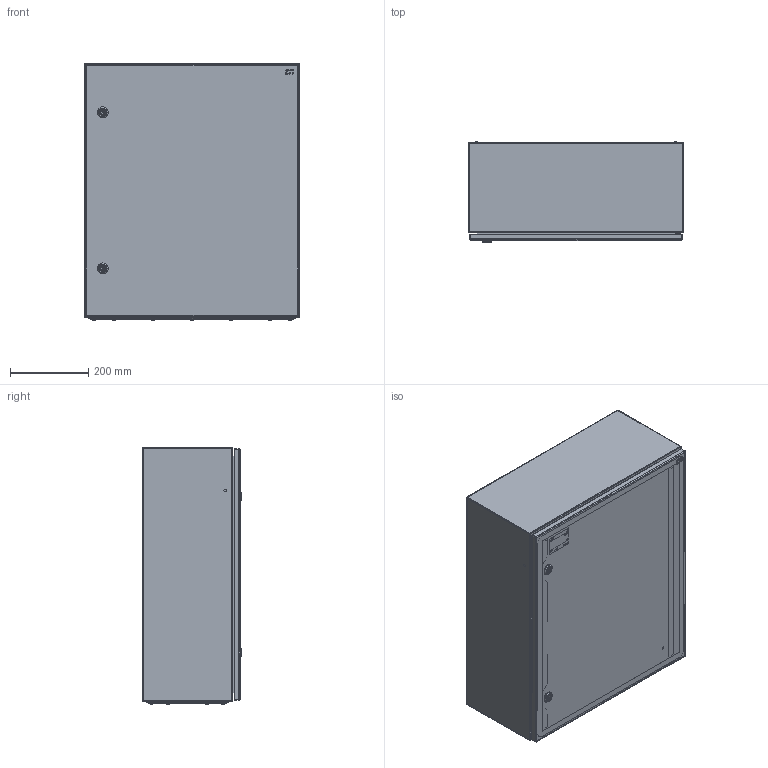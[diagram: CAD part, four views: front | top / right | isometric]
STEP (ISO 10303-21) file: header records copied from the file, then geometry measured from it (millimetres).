
FILE_DESCRIPTION((''),'2;1');
FILE_NAME('GT_65_55_25_ASM','2021-11-04T',('marketing.praksa'),('Audax d.o.o.'),'CREO PARAMETRIC BY PTC INC, 2017480','CREO PARAMETRIC BY PTC INC, 2017480','');
FILE_SCHEMA(('AUTOMOTIVE_DESIGN { 1 0 10303 214 1 1 1 1 }'));
Products named in the file (49): DRZWI_1_2_2_1_1; ZAWIAS_3_ST47_002_ELEMENT-456_1; ZAWIAS_3_ST47_002_ELEMENT-456_2; DRZWI_1_2_3_1_1; DRZWI_1_2_4_1_1; DRZWI_1_2_5_1_1; 1_EB_1000-U6_H__KORPUS-45632_1_; 1_EB_1000-U6_H__WK_ADKA-45633_1; 1_EB_1000-U6_H__SRUBA-45634_1_1; DRZWI_1_2_6_1_1; 1_EB_1000-U6_H__NAKR_TKA-45636_; DRZWI_1_2_7_1_1; 1_EB_1000-U6_H__KORPUS-45638_1_; 1_EB_1000-U6_H__WK_ADKA-45639_1; 1_EB_1000-U6_H__SRUBA-45640_1_1; DRZWI_1_2_8_1_1; 1_EB_1000-U6_H__NAKR_TKA-45642_; DRZWI_1_2_9_1_1; DRZWI_1_2_10_1_1; DRZWI_1_2_11_1_1; ANSI_B27_7M_3CMI-4-45646_1_1; ANSI_B27_7M_3CMI-4-45647_1_1; DRZWI_1_2_13_1_1; ETI_LOGO_1_1_1_1_1_2_1_1; ETI_LOGO_2_1_1_1_1_2_1_1; ETI_LOGO_3_1_1_1_1_2_1_1; DOOR_65_55_25_1; KOR_GT_65-55-25_1_1; PRZEPUST_1_2_1_1; ZAWIAS_1_2_1_1; TULEJA_1_2_1_1; PLYTA_1_2_1_1; NAKRETKA_M8_1_2_1_1; ZASLEPKA_10_7_1_2_1_1; SCREWS_65_55_25_1_1_1; SCREWS_65_55_25_1_2_1; SCREWS_65_55_25_1_3_1; SCREWS_65_55_25_1_4_1; SCREWS_65_55_25_1_5_1; SCREWS_65_55_25_1_6_1 ...
Assembly tree (58 placements, depth 2):
  GT_65_55_25_ASM
    DRZWI_1_2_2_1_1
    ZAWIAS_3_ST47_002_ELEMENT-456_1
    ZAWIAS_3_ST47_002_ELEMENT-456_2
    DRZWI_1_2_3_1_1
    DRZWI_1_2_4_1_1
    DRZWI_1_2_5_1_1
    1_EB_1000-U6_H__KORPUS-45632_1_
    1_EB_1000-U6_H__WK_ADKA-45633_1
    1_EB_1000-U6_H__SRUBA-45634_1_1
    DRZWI_1_2_6_1_1
    1_EB_1000-U6_H__NAKR_TKA-45636_
    DRZWI_1_2_7_1_1
    1_EB_1000-U6_H__KORPUS-45638_1_
    1_EB_1000-U6_H__WK_ADKA-45639_1
    1_EB_1000-U6_H__SRUBA-45640_1_1
    DRZWI_1_2_8_1_1
    1_EB_1000-U6_H__NAKR_TKA-45642_
    DRZWI_1_2_9_1_1
    DRZWI_1_2_10_1_1
    DRZWI_1_2_11_1_1
    ANSI_B27_7M_3CMI-4-45646_1_1
    ANSI_B27_7M_3CMI-4-45647_1_1
    DRZWI_1_2_13_1_1
    ETI_LOGO_1_1_1_1_1_2_1_1
    ETI_LOGO_2_1_1_1_1_2_1_1
    ETI_LOGO_3_1_1_1_1_2_1_1
    DOOR_65_55_25_1
    KOR_GT_65-55-25_1_1
    PRZEPUST_1_2_1_1
    ZAWIAS_1_2_1_1  x2
    TULEJA_1_2_1_1  x4
    PLYTA_1_2_1_1
    NAKRETKA_M8_1_2_1_1  x4
    ZASLEPKA_10_7_1_2_1_1  x4
    SCREWS_65_55_25_1_1_1
    SCREWS_65_55_25_1_2_1
    SCREWS_65_55_25_1_3_1
    SCREWS_65_55_25_1_4_1
    SCREWS_65_55_25_1_5_1
    SCREWS_65_55_25_1_6_1
    SCREWS_65_55_25_1_7_1
    SCREWS_65_55_25_1_8_1
    SCREWS_65_55_25_1_9_1
    SCREWS_65_55_25_1_10_1
    SCREWS_65_55_25_1_11_1
    SCREWS_65_55_25_1_12_1
    SCREWS_65_55_25_1_13_1
    SCREWS_65_55_25_1_14_1
Bounding box: 550 x 255.89 x 658.14 mm (x, y, z)
Volume: 2835953.7 mm3; surface area: 3699724 mm2
Topology: 58 solids, 58 shells, 3109 faces, 8516 edges, 5648 vertices
Faces by surface type: plane 1366, cylinder 1123, torus 188, cone 142, extrusion 136, bspline 94, sphere 60
Entity records: 114597 total; most frequent: CARTESIAN_POINT 22218, DIRECTION 13861, ORIENTED_EDGE 13514, PRESENTATION_STYLE_ASSIGNMENT 7312, STYLED_ITEM 7312, CURVE_STYLE 6757, EDGE_CURVE 6757, AXIS2_PLACEMENT_3D 5182
